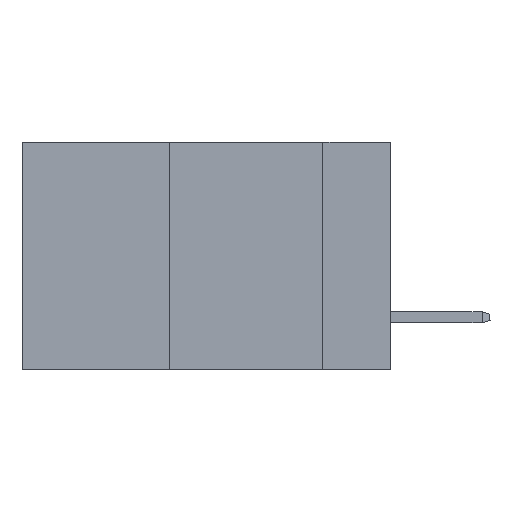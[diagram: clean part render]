
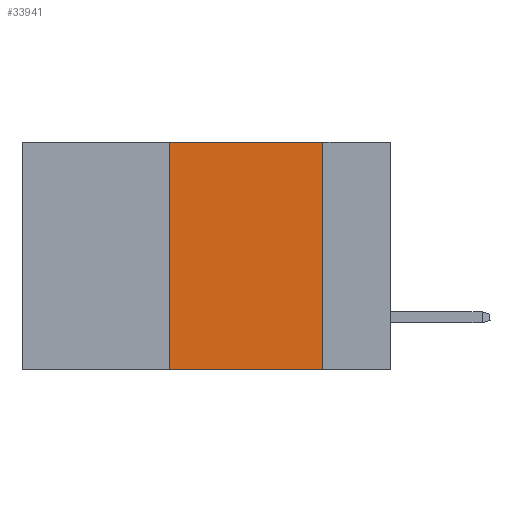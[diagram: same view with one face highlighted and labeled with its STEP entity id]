
A CAD part, left-side view. The second image highlights one B-rep face of the part: STEP entity #33941.
In plain terms, the highlighted planar face has unit normal (-1, 0, 0).
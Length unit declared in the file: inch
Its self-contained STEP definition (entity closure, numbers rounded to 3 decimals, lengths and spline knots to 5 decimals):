
#574 = EDGE_CURVE ( 'NONE', #36999, #11181, #15907, .T. ) ;
#4023 = CARTESIAN_POINT ( 'NONE',  ( 0., 0.36, 0. ) ) ;
#4813 = EDGE_CURVE ( 'NONE', #20467, #11181, #24851, .T. ) ;
#6654 = EDGE_CURVE ( 'NONE', #8914, #36999, #10475, .T. ) ;
#7545 = CARTESIAN_POINT ( 'NONE',  ( 0., 0.6, -0.37 ) ) ;
#7635 = VECTOR ( 'NONE', #32897, 39.37008 ) ;
#8823 = DIRECTION ( 'NONE',  ( 0., -1., 0. ) ) ;
#8914 = VERTEX_POINT ( 'NONE', #34433 ) ;
#9622 = VECTOR ( 'NONE', #13593, 39.37008 ) ;
#9976 = CARTESIAN_POINT ( 'NONE',  ( 0., 0.11, 0. ) ) ;
#10475 = LINE ( 'NONE', #27591, #39170 ) ;
#11181 = VERTEX_POINT ( 'NONE', #20709 ) ;
#12996 = EDGE_CURVE ( 'NONE', #20467, #8914, #35780, .T. ) ;
#13593 = DIRECTION ( 'NONE',  ( 0., 0., 1. ) ) ;
#15907 = LINE ( 'NONE', #9976, #17940 ) ;
#16019 = CARTESIAN_POINT ( 'NONE',  ( 0., 0.6, 0. ) ) ;
#17940 = VECTOR ( 'NONE', #35837, 39.37008 ) ;
#20467 = VERTEX_POINT ( 'NONE', #36222 ) ;
#20709 = CARTESIAN_POINT ( 'NONE',  ( 0., 0.11, -0.37 ) ) ;
#20723 = AXIS2_PLACEMENT_3D ( 'NONE', #16019, #35387, #41116 ) ;
#21402 = ORIENTED_EDGE ( 'NONE', *, *, #574, .F. ) ;
#24851 = LINE ( 'NONE', #7545, #7635 ) ;
#26688 = CARTESIAN_POINT ( 'NONE',  ( 0., 0.11, 0. ) ) ;
#26899 = ORIENTED_EDGE ( 'NONE', *, *, #6654, .F. ) ;
#27591 = CARTESIAN_POINT ( 'NONE',  ( 0., 0.6, 0. ) ) ;
#28246 = ORIENTED_EDGE ( 'NONE', *, *, #4813, .T. ) ;
#29836 = FACE_OUTER_BOUND ( 'NONE', #30781, .T. ) ;
#30781 = EDGE_LOOP ( 'NONE', ( #21402, #26899, #38971, #28246 ) ) ;
#32897 = DIRECTION ( 'NONE',  ( 0., -1., 0. ) ) ;
#33941 = ADVANCED_FACE ( 'NONE', ( #29836 ), #38066, .F. ) ;
#34433 = CARTESIAN_POINT ( 'NONE',  ( 0., 0.36, 0. ) ) ;
#35387 = DIRECTION ( 'NONE',  ( 1., 0., 0. ) ) ;
#35780 = LINE ( 'NONE', #4023, #9622 ) ;
#35837 = DIRECTION ( 'NONE',  ( 0., 0., -1. ) ) ;
#36222 = CARTESIAN_POINT ( 'NONE',  ( 0., 0.36, -0.37 ) ) ;
#36999 = VERTEX_POINT ( 'NONE', #26688 ) ;
#38066 = PLANE ( 'NONE',  #20723 ) ;
#38971 = ORIENTED_EDGE ( 'NONE', *, *, #12996, .F. ) ;
#39170 = VECTOR ( 'NONE', #8823, 39.37008 ) ;
#41116 = DIRECTION ( 'NONE',  ( 0., 0., -1. ) ) ;
